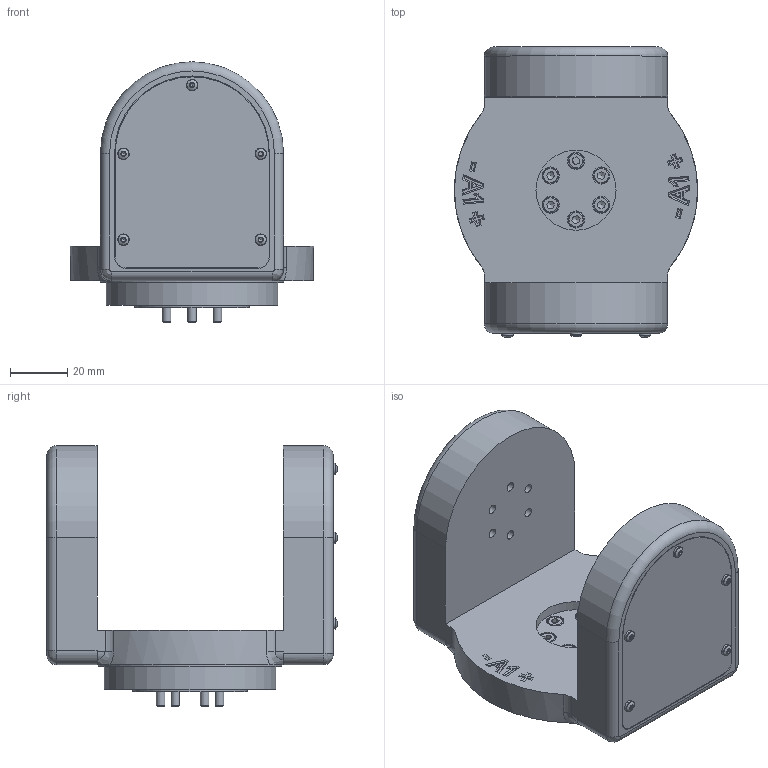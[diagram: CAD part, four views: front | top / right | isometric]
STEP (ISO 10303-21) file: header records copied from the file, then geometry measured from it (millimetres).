
FILE_DESCRIPTION(/* description */ (''),/* implementation_level */ '2;1');
FILE_NAME(/* name */ 'Link 1.stp',/* time_stamp */ '2024-07-16T14:53:10-04:00',/* author */ ('cbernier'),/* organization */ (''),/* preprocessor_version */ 'ST-DEVELOPER v20',/* originating_system */ 'Autodesk Inventor 2024',/* authorisation */ '');
FILE_SCHEMA (('AUTOMOTIVE_DESIGN { 1 0 10303 214 3 1 1 }'));
Length unit declared in the file: inch
Products named in the file (1): Link 1
Bounding box: 85 x 101.38 x 91 mm (x, y, z)
Volume: 227725.2 mm3; surface area: 47270.4 mm2
Topology: 1 solids, 12 shells, 720 faces, 1677 edges, 1025 vertices
Faces by surface type: plane 365, cylinder 246, cone 43, torus 39, bspline 22, sphere 5
Full cylindrical faces by diameter (mm): 1.75 x5, 1.84 x5, 2 x5, 2.5 x5, 3 x12, 3.2 x6, 3.242 x6, 4 x9, 4.6 x6, 5.5 x12, 6 x12, 7 x4, 7.5 x6, 28 x1, 37 x1, 40 x1, 60 x1, 64 x1
Entity records: 22006 total; most frequent: CARTESIAN_POINT 5222, ORIENTED_EDGE 3312, DIRECTION 3273, EDGE_CURVE 1656, AXIS2_PLACEMENT_3D 1210, VERTEX_POINT 1025, LINE 853, VECTOR 853
